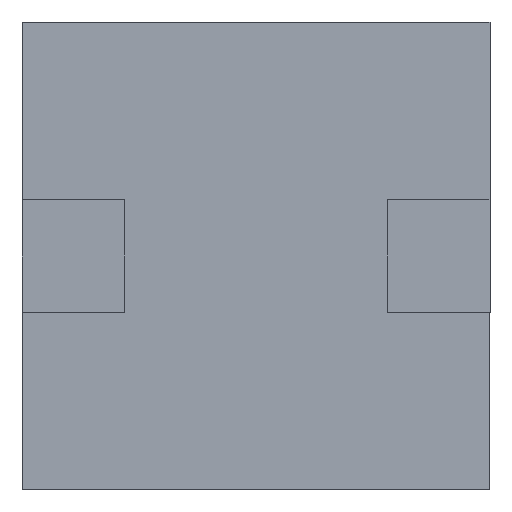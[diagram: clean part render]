
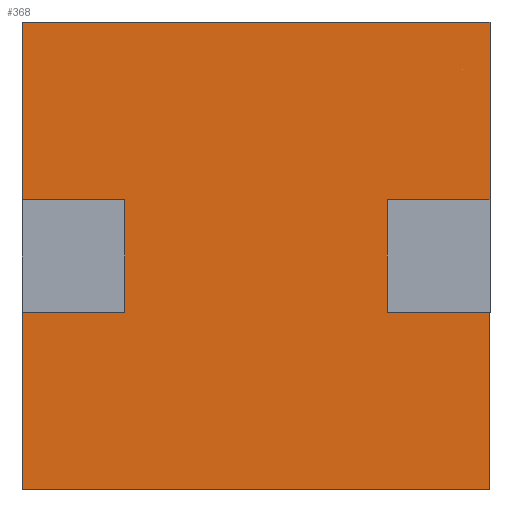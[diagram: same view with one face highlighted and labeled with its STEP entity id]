
A CAD part, front view. The second image highlights one B-rep face of the part: STEP entity #368.
In plain terms, the highlighted planar face has unit normal (0, -1, 0).
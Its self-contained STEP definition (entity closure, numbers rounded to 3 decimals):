
#21 = ORIENTED_EDGE ( 'NONE', *, *, #384, .F. ) ;
#22 = ORIENTED_EDGE ( 'NONE', *, *, #353, .F. ) ;
#23 = ORIENTED_EDGE ( 'NONE', *, *, #349, .F. ) ;
#33 = ORIENTED_EDGE ( 'NONE', *, *, #389, .F. ) ;
#34 = ORIENTED_EDGE ( 'NONE', *, *, #378, .F. ) ;
#37 = ORIENTED_EDGE ( 'NONE', *, *, #377, .F. ) ;
#64 = PLANE ( 'NONE',  #190 ) ;
#71 = CARTESIAN_POINT ( 'NONE',  ( 0., 0.2, 0. ) ) ;
#72 = DIRECTION ( 'NONE',  ( 0., 1., 0. ) ) ;
#73 = DIRECTION ( 'NONE',  ( 0., 0., 1. ) ) ;
#84 = LINE ( 'NONE', #85, #198 ) ;
#85 = CARTESIAN_POINT ( 'NONE',  ( -5., 0.2, -5. ) ) ;
#86 = DIRECTION ( 'NONE',  ( 0., 0., 1. ) ) ;
#87 = LINE ( 'NONE', #88, #203 ) ;
#88 = CARTESIAN_POINT ( 'NONE',  ( 2.8, 0.2, 1.2 ) ) ;
#89 = DIRECTION ( 'NONE',  ( -1., 0., 0. ) ) ;
#99 = LINE ( 'NONE', #100, #222 ) ;
#100 = CARTESIAN_POINT ( 'NONE',  ( -5., 0.2, -5. ) ) ;
#101 = DIRECTION ( 'NONE',  ( -1., 0., 0. ) ) ;
#105 = LINE ( 'NONE', #106, #219 ) ;
#106 = CARTESIAN_POINT ( 'NONE',  ( -2.8, 0.2, -1.2 ) ) ;
#107 = DIRECTION ( 'NONE',  ( 0., 0., 1. ) ) ;
#135 = LINE ( 'NONE', #136, #205 ) ;
#136 = CARTESIAN_POINT ( 'NONE',  ( 5., 0.2, -5. ) ) ;
#137 = DIRECTION ( 'NONE',  ( 0., 0., -1. ) ) ;
#138 = LINE ( 'NONE', #139, #201 ) ;
#139 = CARTESIAN_POINT ( 'NONE',  ( 2.8, 0.2, -1.2 ) ) ;
#140 = DIRECTION ( 'NONE',  ( 1., 0., 0. ) ) ;
#149 = CARTESIAN_POINT ( 'NONE',  ( 2.8, 0.2, 1.2 ) ) ;
#151 = CARTESIAN_POINT ( 'NONE',  ( 2.8, 0.2, -1.2 ) ) ;
#153 = CARTESIAN_POINT ( 'NONE',  ( 5., 0.2, 1.2 ) ) ;
#155 = CARTESIAN_POINT ( 'NONE',  ( -5., 0.2, -1.2 ) ) ;
#157 = CARTESIAN_POINT ( 'NONE',  ( -5., 0.2, 1.2 ) ) ;
#158 = CARTESIAN_POINT ( 'NONE',  ( -5., 0.2, 5. ) ) ;
#160 = CARTESIAN_POINT ( 'NONE',  ( -2.8, 0.2, -1.2 ) ) ;
#164 = CARTESIAN_POINT ( 'NONE',  ( -2.8, 0.2, 1.2 ) ) ;
#165 = CARTESIAN_POINT ( 'NONE',  ( -5., 0.2, -5. ) ) ;
#167 = CARTESIAN_POINT ( 'NONE',  ( -5., 0.2, -5. ) ) ;
#168 = DIRECTION ( 'NONE',  ( 0., 0., 1. ) ) ;
#169 = LINE ( 'NONE', #170, #290 ) ;
#170 = CARTESIAN_POINT ( 'NONE',  ( 2.8, 0.2, 1.2 ) ) ;
#171 = DIRECTION ( 'NONE',  ( 0., 0., -1. ) ) ;
#175 = LINE ( 'NONE', #176, #293 ) ;
#176 = CARTESIAN_POINT ( 'NONE',  ( -5., 0.2, -1.2 ) ) ;
#177 = DIRECTION ( 'NONE',  ( 1., 0., 0. ) ) ;
#190 = AXIS2_PLACEMENT_3D ( 'NONE', #71, #72, #73 ) ;
#197 = FACE_OUTER_BOUND ( 'NONE', #337, .T. ) ;
#198 = VECTOR ( 'NONE', #86, 1000. ) ;
#201 = VECTOR ( 'NONE', #140, 1000. ) ;
#203 = VECTOR ( 'NONE', #89, 1000. ) ;
#204 = VECTOR ( 'NONE', #313, 1000. ) ;
#205 = VECTOR ( 'NONE', #137, 1000. ) ;
#219 = VECTOR ( 'NONE', #107, 1000. ) ;
#222 = VECTOR ( 'NONE', #101, 1000. ) ;
#226 = VERTEX_POINT ( 'NONE', #402 ) ;
#240 = LINE ( 'NONE', #241, #278 ) ;
#241 = CARTESIAN_POINT ( 'NONE',  ( -5., 0.2, 1.2 ) ) ;
#242 = DIRECTION ( 'NONE',  ( -1., 0., 0. ) ) ;
#243 = LINE ( 'NONE', #167, #272 ) ;
#250 = CARTESIAN_POINT ( 'NONE',  ( 5., 0.2, -5. ) ) ;
#253 = CARTESIAN_POINT ( 'NONE',  ( 5., 0.2, 5. ) ) ;
#254 = LINE ( 'NONE', #255, #298 ) ;
#255 = CARTESIAN_POINT ( 'NONE',  ( -5., 0.2, 5. ) ) ;
#256 = DIRECTION ( 'NONE',  ( 1., 0., 0. ) ) ;
#272 = VECTOR ( 'NONE', #168, 1000. ) ;
#278 = VECTOR ( 'NONE', #242, 1000. ) ;
#290 = VECTOR ( 'NONE', #171, 1000. ) ;
#293 = VECTOR ( 'NONE', #177, 1000. ) ;
#298 = VECTOR ( 'NONE', #256, 1000. ) ;
#311 = LINE ( 'NONE', #312, #204 ) ;
#312 = CARTESIAN_POINT ( 'NONE',  ( 5., 0.2, -5. ) ) ;
#313 = DIRECTION ( 'NONE',  ( 0., 0., -1. ) ) ;
#317 = ORIENTED_EDGE ( 'NONE', *, *, #374, .F. ) ;
#321 = ORIENTED_EDGE ( 'NONE', *, *, #392, .F. ) ;
#331 = ORIENTED_EDGE ( 'NONE', *, *, #382, .F. ) ;
#332 = VERTEX_POINT ( 'NONE', #250 ) ;
#335 = VERTEX_POINT ( 'NONE', #253 ) ;
#337 = EDGE_LOOP ( 'NONE', ( #321, #427, #34, #33, #432, #411, #23, #21, #22, #37, #331, #317 ) ) ;
#341 = EDGE_CURVE ( 'NONE', #456, #335, #254, .T. ) ;
#349 = EDGE_CURVE ( 'NONE', #462, #455, #240, .T. ) ;
#350 = EDGE_CURVE ( 'NONE', #455, #456, #243, .T. ) ;
#351 = EDGE_CURVE ( 'NONE', #414, #416, #169, .T. ) ;
#353 = EDGE_CURVE ( 'NONE', #453, #458, #175, .T. ) ;
#368 = ADVANCED_FACE ( 'NONE', ( #197 ), #64, .F. ) ;
#374 = EDGE_CURVE ( 'NONE', #226, #332, #311, .T. ) ;
#377 = EDGE_CURVE ( 'NONE', #463, #453, #84, .T. ) ;
#378 = EDGE_CURVE ( 'NONE', #451, #414, #87, .T. ) ;
#382 = EDGE_CURVE ( 'NONE', #332, #463, #99, .T. ) ;
#384 = EDGE_CURVE ( 'NONE', #458, #462, #105, .T. ) ;
#389 = EDGE_CURVE ( 'NONE', #335, #451, #135, .T. ) ;
#392 = EDGE_CURVE ( 'NONE', #416, #226, #138, .T. ) ;
#402 = CARTESIAN_POINT ( 'NONE',  ( 5., 0.2, -1.2 ) ) ;
#411 = ORIENTED_EDGE ( 'NONE', *, *, #350, .F. ) ;
#414 = VERTEX_POINT ( 'NONE', #149 ) ;
#416 = VERTEX_POINT ( 'NONE', #151 ) ;
#427 = ORIENTED_EDGE ( 'NONE', *, *, #351, .F. ) ;
#432 = ORIENTED_EDGE ( 'NONE', *, *, #341, .F. ) ;
#451 = VERTEX_POINT ( 'NONE', #153 ) ;
#453 = VERTEX_POINT ( 'NONE', #155 ) ;
#455 = VERTEX_POINT ( 'NONE', #157 ) ;
#456 = VERTEX_POINT ( 'NONE', #158 ) ;
#458 = VERTEX_POINT ( 'NONE', #160 ) ;
#462 = VERTEX_POINT ( 'NONE', #164 ) ;
#463 = VERTEX_POINT ( 'NONE', #165 ) ;
